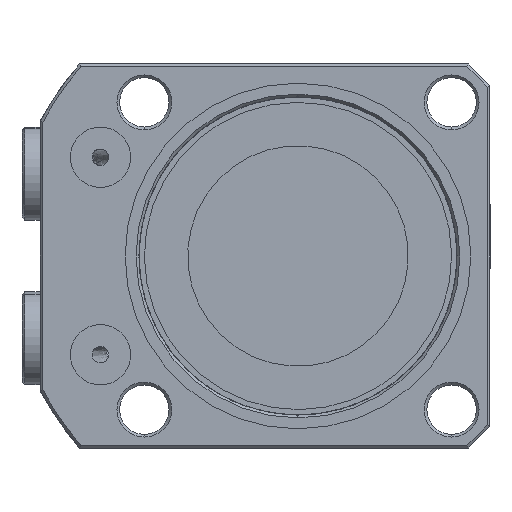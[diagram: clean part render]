
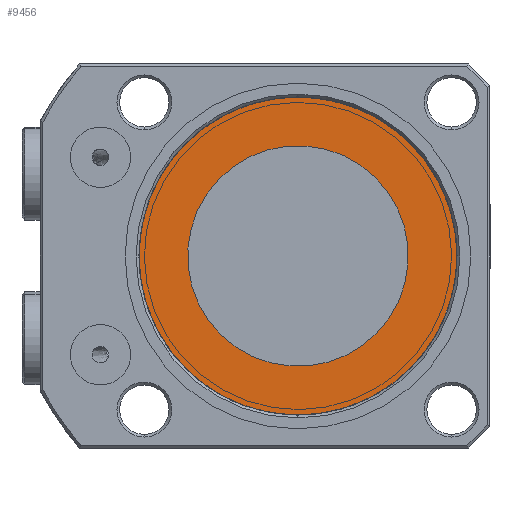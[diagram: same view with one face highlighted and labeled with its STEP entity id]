
A CAD part, front view. The second image highlights one B-rep face of the part: STEP entity #9456.
In plain terms, the highlighted face is planar.
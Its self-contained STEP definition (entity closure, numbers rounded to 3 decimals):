
#290 = CARTESIAN_POINT ( 'NONE',  ( -14381.366, 2003.673, 0. ) ) ;
#320 = EDGE_LOOP ( 'NONE', ( #5006, #8152 ) ) ;
#410 = DIRECTION ( 'NONE',  ( 0., 1., 0. ) ) ;
#471 = PLANE ( 'NONE',  #5722 ) ;
#574 = DIRECTION ( 'NONE',  ( 0., 1., 0. ) ) ;
#822 = VERTEX_POINT ( 'NONE', #3772 ) ;
#1221 = DIRECTION ( 'NONE',  ( 0., 0., 1. ) ) ;
#1400 = DIRECTION ( 'NONE',  ( 0., -1., 0. ) ) ;
#1441 = ORIENTED_EDGE ( 'NONE', *, *, #5078, .T. ) ;
#1602 = EDGE_CURVE ( 'NONE', #3737, #3110, #3284, .T. ) ;
#2473 = AXIS2_PLACEMENT_3D ( 'NONE', #290, #6635, #1221 ) ;
#2947 = DIRECTION ( 'NONE',  ( 0., 1., 0. ) ) ;
#3110 = VERTEX_POINT ( 'NONE', #9152 ) ;
#3284 = CIRCLE ( 'NONE', #9355, 20.1 ) ;
#3596 = EDGE_LOOP ( 'NONE', ( #1441, #5407 ) ) ;
#3737 = VERTEX_POINT ( 'NONE', #7798 ) ;
#3772 = CARTESIAN_POINT ( 'NONE',  ( -14381.366, 2003.673, -29. ) ) ;
#4107 = VERTEX_POINT ( 'NONE', #10026 ) ;
#4848 = EDGE_CURVE ( 'NONE', #3110, #3737, #6090, .T. ) ;
#5006 = ORIENTED_EDGE ( 'NONE', *, *, #4848, .F. ) ;
#5078 = EDGE_CURVE ( 'NONE', #4107, #822, #10354, .T. ) ;
#5270 = AXIS2_PLACEMENT_3D ( 'NONE', #8386, #2947, #9302 ) ;
#5407 = ORIENTED_EDGE ( 'NONE', *, *, #5423, .T. ) ;
#5423 = EDGE_CURVE ( 'NONE', #822, #4107, #9525, .T. ) ;
#5722 = AXIS2_PLACEMENT_3D ( 'NONE', #10444, #1400, #7742 ) ;
#5850 = CARTESIAN_POINT ( 'NONE',  ( -14381.366, 2003.673, 0. ) ) ;
#6020 = CARTESIAN_POINT ( 'NONE',  ( -14381.366, 2003.673, 0. ) ) ;
#6090 = CIRCLE ( 'NONE', #2473, 20.1 ) ;
#6196 = FACE_OUTER_BOUND ( 'NONE', #3596, .T. ) ;
#6635 = DIRECTION ( 'NONE',  ( 0., 1., 0. ) ) ;
#6753 = DIRECTION ( 'NONE',  ( 0., 0., 1. ) ) ;
#6915 = DIRECTION ( 'NONE',  ( 0., 0., 1. ) ) ;
#7742 = DIRECTION ( 'NONE',  ( 0., 0., -1. ) ) ;
#7798 = CARTESIAN_POINT ( 'NONE',  ( -14381.366, 2003.673, -20.1 ) ) ;
#8152 = ORIENTED_EDGE ( 'NONE', *, *, #1602, .F. ) ;
#8386 = CARTESIAN_POINT ( 'NONE',  ( -14381.366, 2003.673, 0. ) ) ;
#9152 = CARTESIAN_POINT ( 'NONE',  ( -14381.366, 2003.673, 20.1 ) ) ;
#9302 = DIRECTION ( 'NONE',  ( 0., 0., 1. ) ) ;
#9355 = AXIS2_PLACEMENT_3D ( 'NONE', #5850, #410, #6753 ) ;
#9456 = ADVANCED_FACE ( 'NONE', ( #11000, #6196 ), #471, .F. ) ;
#9525 = CIRCLE ( 'NONE', #5270, 29. ) ;
#9762 = AXIS2_PLACEMENT_3D ( 'NONE', #6020, #574, #6915 ) ;
#10026 = CARTESIAN_POINT ( 'NONE',  ( -14381.366, 2003.673, 29. ) ) ;
#10354 = CIRCLE ( 'NONE', #9762, 29. ) ;
#10444 = CARTESIAN_POINT ( 'NONE',  ( -14353.166, 2003.673, 0. ) ) ;
#11000 = FACE_BOUND ( 'NONE', #320, .T. ) ;
